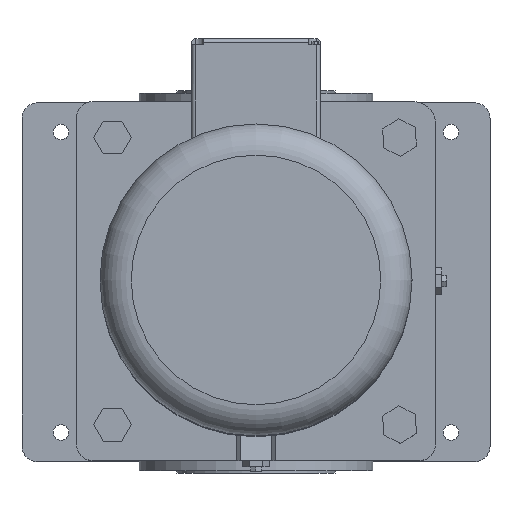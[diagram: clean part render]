
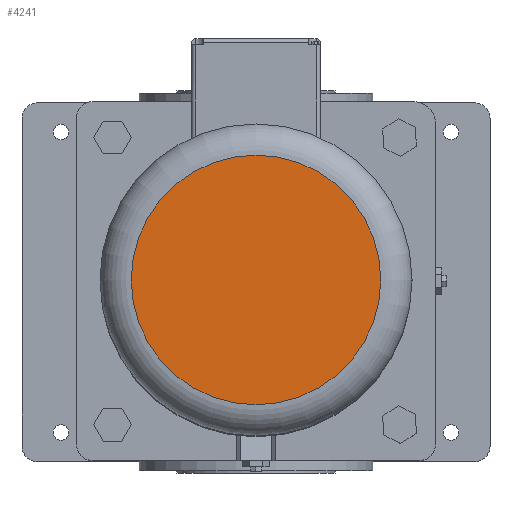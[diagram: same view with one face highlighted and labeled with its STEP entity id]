
A CAD part, top view. The second image highlights one B-rep face of the part: STEP entity #4241.
In plain terms, the highlighted planar face has unit normal (0, 0, 1).
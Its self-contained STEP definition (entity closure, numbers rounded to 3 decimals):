
#4241=ADVANCED_FACE('',(#8184),#8186,.T.);
#8184=FACE_BOUND('',#8185,.T.);
#8185=EDGE_LOOP('',(#10960));
#8186=PLANE('',#8187);
#8187=AXIS2_PLACEMENT_3D('',#8188,#8189,#8190);
#8188=CARTESIAN_POINT('',(0.,0.,1751.));
#8189=DIRECTION('',(0.,0.,1.));
#8190=DIRECTION('',(0.,1.,0.));
#10960=ORIENTED_EDGE('',*,*,#12440,.F.);
#12440=EDGE_CURVE('',#14750,#14750,#14751,.T.);
#14750=VERTEX_POINT('',#22523);
#14751=CIRCLE('',#22524,160.);
#22523=CARTESIAN_POINT('',(0.,160.,1751.));
#22524=AXIS2_PLACEMENT_3D('',#22525,#22526,#22527);
#22525=CARTESIAN_POINT('',(0.,0.,1751.));
#22526=DIRECTION('',(0.,0.,-1.));
#22527=DIRECTION('',(0.,1.,0.));
